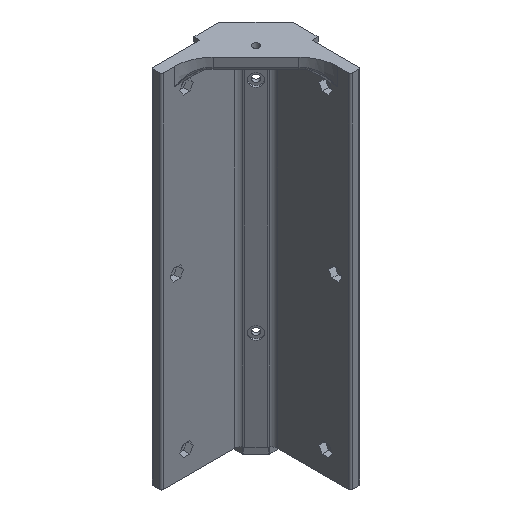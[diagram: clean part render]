
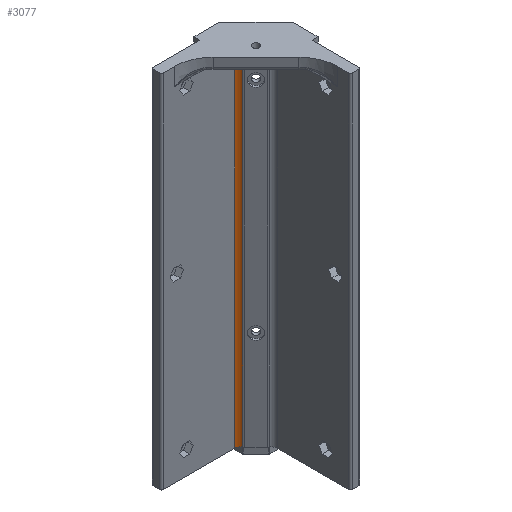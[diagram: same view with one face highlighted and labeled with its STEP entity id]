
A CAD part, isometric view. The second image highlights one B-rep face of the part: STEP entity #3077.
In plain terms, the highlighted face is a revolution surface.
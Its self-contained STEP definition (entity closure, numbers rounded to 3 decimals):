
#72 = SURFACE_OF_REVOLUTION('',#73,#77);
#73 = LINE('',#74,#75);
#74 = CARTESIAN_POINT('',(-0.121,-8.293,0.));
#75 = VECTOR('',#76,1.);
#76 = DIRECTION('',(0.,0.,1.));
#77 = AXIS1_PLACEMENT('',#78,#79);
#78 = CARTESIAN_POINT('',(2.,-6.172,-7.));
#79 = DIRECTION('',(0.,0.,1.));
#101 = B_SPLINE_SURFACE_WITH_KNOTS('',1,1,(
    (#102,#103)
    ,(#104,#105)),.UNSPECIFIED.,.F.,.F.,.F.,(2,2),(2,2),(0.,1.),(0.,1.),
  .PIECEWISE_BEZIER_KNOTS.);
#102 = CARTESIAN_POINT('',(-41.498,-1.011,0.));
#103 = CARTESIAN_POINT('',(-34.475,-60.494,0.));
#104 = CARTESIAN_POINT('',(15.037,5.665,0.));
#105 = CARTESIAN_POINT('',(22.061,-53.819,0.));
#1191 = VERTEX_POINT('',#1192);
#1192 = CARTESIAN_POINT('',(-0.598,-7.672,177.));
#1212 = EDGE_CURVE('',#1213,#1191,#1215,.T.);
#1213 = VERTEX_POINT('',#1214);
#1214 = CARTESIAN_POINT('',(-0.598,-7.672,0.));
#1215 = SURFACE_CURVE('',#1216,(#1220,#1226),.PCURVE_S1.);
#1216 = LINE('',#1217,#1218);
#1217 = CARTESIAN_POINT('',(-0.598,-7.672,0.));
#1218 = VECTOR('',#1219,1.);
#1219 = DIRECTION('',(0.,0.,1.));
#1220 = PCURVE('',#72,#1221);
#1221 = DEFINITIONAL_REPRESENTATION('',(#1222),#1225);
#1222 = B_SPLINE_CURVE_WITH_KNOTS('',1,(#1223,#1224),.UNSPECIFIED.,.F.,
  .F.,(2,2),(0.,177.),.PIECEWISE_BEZIER_KNOTS.);
#1223 = CARTESIAN_POINT('',(6.021,0.));
#1224 = CARTESIAN_POINT('',(6.021,177.));
#1225 = ( GEOMETRIC_REPRESENTATION_CONTEXT(2) 
PARAMETRIC_REPRESENTATION_CONTEXT() REPRESENTATION_CONTEXT('2D SPACE',''
  ) );
#1226 = PCURVE('',#1227,#1235);
#1227 = SURFACE_OF_REVOLUTION('',#1228,#1232);
#1228 = LINE('',#1229,#1230);
#1229 = CARTESIAN_POINT('',(-3.196,-6.172,0.));
#1230 = VECTOR('',#1231,1.);
#1231 = DIRECTION('',(0.,0.,1.));
#1232 = AXIS1_PLACEMENT('',#1233,#1234);
#1233 = CARTESIAN_POINT('',(-3.196,-9.172,-6.));
#1234 = DIRECTION('',(0.,0.,1.));
#1235 = DEFINITIONAL_REPRESENTATION('',(#1236),#1239);
#1236 = B_SPLINE_CURVE_WITH_KNOTS('',1,(#1237,#1238),.UNSPECIFIED.,.F.,
  .F.,(2,2),(0.,177.),.PIECEWISE_BEZIER_KNOTS.);
#1237 = CARTESIAN_POINT('',(5.236,0.));
#1238 = CARTESIAN_POINT('',(5.236,177.));
#1239 = ( GEOMETRIC_REPRESENTATION_CONTEXT(2) 
PARAMETRIC_REPRESENTATION_CONTEXT() REPRESENTATION_CONTEXT('2D SPACE',''
  ) );
#1787 = EDGE_CURVE('',#1213,#1788,#1790,.T.);
#1788 = VERTEX_POINT('',#1789);
#1789 = CARTESIAN_POINT('',(-3.196,-6.172,0.));
#1790 = SURFACE_CURVE('',#1791,(#1796,#1813),.PCURVE_S1.);
#1791 = CIRCLE('',#1792,3.);
#1792 = AXIS2_PLACEMENT_3D('',#1793,#1794,#1795);
#1793 = CARTESIAN_POINT('',(-3.196,-9.172,0.));
#1794 = DIRECTION('',(0.,-0.,1.));
#1795 = DIRECTION('',(0.866,0.5,0.));
#1796 = PCURVE('',#101,#1797);
#1797 = DEFINITIONAL_REPRESENTATION('',(#1798),#1812);
#1798 = B_SPLINE_CURVE_WITH_KNOTS('',3,(#1799,#1800,#1801,#1802,#1803,
    #1804,#1805,#1806,#1807,#1808,#1809,#1810,#1811),.UNSPECIFIED.,.F.,
  .F.,(4,1,1,1,1,1,1,1,1,1,4),(0.,0.105,0.209,
    0.314,0.419,0.524,0.628,
    0.733,0.838,0.942,1.047),
  .QUASI_UNIFORM_KNOTS.);
#1799 = CARTESIAN_POINT('',(0.7,0.191));
#1800 = CARTESIAN_POINT('',(0.699,0.189));
#1801 = CARTESIAN_POINT('',(0.697,0.186));
#1802 = CARTESIAN_POINT('',(0.694,0.181));
#1803 = CARTESIAN_POINT('',(0.691,0.177));
#1804 = CARTESIAN_POINT('',(0.687,0.173));
#1805 = CARTESIAN_POINT('',(0.683,0.17));
#1806 = CARTESIAN_POINT('',(0.678,0.167));
#1807 = CARTESIAN_POINT('',(0.673,0.165));
#1808 = CARTESIAN_POINT('',(0.668,0.163));
#1809 = CARTESIAN_POINT('',(0.663,0.161));
#1810 = CARTESIAN_POINT('',(0.659,0.161));
#1811 = CARTESIAN_POINT('',(0.658,0.161));
#1812 = ( GEOMETRIC_REPRESENTATION_CONTEXT(2) 
PARAMETRIC_REPRESENTATION_CONTEXT() REPRESENTATION_CONTEXT('2D SPACE',''
  ) );
#1813 = PCURVE('',#1227,#1814);
#1814 = DEFINITIONAL_REPRESENTATION('',(#1815),#1818);
#1815 = B_SPLINE_CURVE_WITH_KNOTS('',1,(#1816,#1817),.UNSPECIFIED.,.F.,
  .F.,(2,2),(0.,1.047),.PIECEWISE_BEZIER_KNOTS.);
#1816 = CARTESIAN_POINT('',(5.236,0.));
#1817 = CARTESIAN_POINT('',(6.283,0.));
#1818 = ( GEOMETRIC_REPRESENTATION_CONTEXT(2) 
PARAMETRIC_REPRESENTATION_CONTEXT() REPRESENTATION_CONTEXT('2D SPACE',''
  ) );
#1835 = B_SPLINE_SURFACE_WITH_KNOTS('',1,1,(
    (#1836,#1837)
    ,(#1838,#1839
    )),.UNSPECIFIED.,.F.,.F.,.F.,(2,2),(2,2),(0.,1.),(0.,1.),
  .PIECEWISE_BEZIER_KNOTS.);
#1836 = CARTESIAN_POINT('',(-3.196,-6.172,0.));
#1837 = CARTESIAN_POINT('',(-40.,-6.172,0.));
#1838 = CARTESIAN_POINT('',(-3.196,-6.172,186.));
#1839 = CARTESIAN_POINT('',(-40.,-6.172,186.));
#3063 = SURFACE_OF_REVOLUTION('',#3064,#3069);
#3064 = CIRCLE('',#3065,3.);
#3065 = AXIS2_PLACEMENT_3D('',#3066,#3067,#3068);
#3066 = CARTESIAN_POINT('',(-3.196,-9.172,177.));
#3067 = DIRECTION('',(1.,0.,0.));
#3068 = DIRECTION('',(0.,1.,0.));
#3069 = AXIS1_PLACEMENT('',#3070,#3071);
#3070 = CARTESIAN_POINT('',(-3.196,-9.172,177.));
#3071 = DIRECTION('',(0.,0.,1.));
#3077 = ADVANCED_FACE('',(#3078),#1227,.F.);
#3078 = FACE_BOUND('',#3079,.F.);
#3079 = EDGE_LOOP('',(#3080,#3081,#3082,#3103));
#3080 = ORIENTED_EDGE('',*,*,#1212,.F.);
#3081 = ORIENTED_EDGE('',*,*,#1787,.T.);
#3082 = ORIENTED_EDGE('',*,*,#3083,.T.);
#3083 = EDGE_CURVE('',#1788,#3084,#3086,.T.);
#3084 = VERTEX_POINT('',#3085);
#3085 = CARTESIAN_POINT('',(-3.196,-6.172,177.));
#3086 = SURFACE_CURVE('',#3087,(#3091,#3097),.PCURVE_S1.);
#3087 = LINE('',#3088,#3089);
#3088 = CARTESIAN_POINT('',(-3.196,-6.172,0.));
#3089 = VECTOR('',#3090,1.);
#3090 = DIRECTION('',(0.,0.,1.));
#3091 = PCURVE('',#1227,#3092);
#3092 = DEFINITIONAL_REPRESENTATION('',(#3093),#3096);
#3093 = B_SPLINE_CURVE_WITH_KNOTS('',1,(#3094,#3095),.UNSPECIFIED.,.F.,
  .F.,(2,2),(0.,177.),.PIECEWISE_BEZIER_KNOTS.);
#3094 = CARTESIAN_POINT('',(6.283,0.));
#3095 = CARTESIAN_POINT('',(6.283,177.));
#3096 = ( GEOMETRIC_REPRESENTATION_CONTEXT(2) 
PARAMETRIC_REPRESENTATION_CONTEXT() REPRESENTATION_CONTEXT('2D SPACE',''
  ) );
#3097 = PCURVE('',#1835,#3098);
#3098 = DEFINITIONAL_REPRESENTATION('',(#3099),#3102);
#3099 = B_SPLINE_CURVE_WITH_KNOTS('',1,(#3100,#3101),.UNSPECIFIED.,.F.,
  .F.,(2,2),(0.,177.),.PIECEWISE_BEZIER_KNOTS.);
#3100 = CARTESIAN_POINT('',(0.,0.));
#3101 = CARTESIAN_POINT('',(0.952,0.));
#3102 = ( GEOMETRIC_REPRESENTATION_CONTEXT(2) 
PARAMETRIC_REPRESENTATION_CONTEXT() REPRESENTATION_CONTEXT('2D SPACE',''
  ) );
#3103 = ORIENTED_EDGE('',*,*,#3104,.T.);
#3104 = EDGE_CURVE('',#3084,#1191,#3105,.T.);
#3105 = SURFACE_CURVE('',#3106,(#3111,#3117),.PCURVE_S1.);
#3106 = CIRCLE('',#3107,3.);
#3107 = AXIS2_PLACEMENT_3D('',#3108,#3109,#3110);
#3108 = CARTESIAN_POINT('',(-3.196,-9.172,177.));
#3109 = DIRECTION('',(0.,0.,-1.));
#3110 = DIRECTION('',(0.,1.,0.));
#3111 = PCURVE('',#1227,#3112);
#3112 = DEFINITIONAL_REPRESENTATION('',(#3113),#3116);
#3113 = B_SPLINE_CURVE_WITH_KNOTS('',1,(#3114,#3115),.UNSPECIFIED.,.F.,
  .F.,(2,2),(0.,1.047),.PIECEWISE_BEZIER_KNOTS.);
#3114 = CARTESIAN_POINT('',(6.283,177.));
#3115 = CARTESIAN_POINT('',(5.236,177.));
#3116 = ( GEOMETRIC_REPRESENTATION_CONTEXT(2) 
PARAMETRIC_REPRESENTATION_CONTEXT() REPRESENTATION_CONTEXT('2D SPACE',''
  ) );
#3117 = PCURVE('',#3063,#3118);
#3118 = DEFINITIONAL_REPRESENTATION('',(#3119),#3122);
#3119 = B_SPLINE_CURVE_WITH_KNOTS('',1,(#3120,#3121),.UNSPECIFIED.,.F.,
  .F.,(2,2),(0.,1.047),.PIECEWISE_BEZIER_KNOTS.);
#3120 = CARTESIAN_POINT('',(6.283,0.));
#3121 = CARTESIAN_POINT('',(5.236,0.));
#3122 = ( GEOMETRIC_REPRESENTATION_CONTEXT(2) 
PARAMETRIC_REPRESENTATION_CONTEXT() REPRESENTATION_CONTEXT('2D SPACE',''
  ) );
